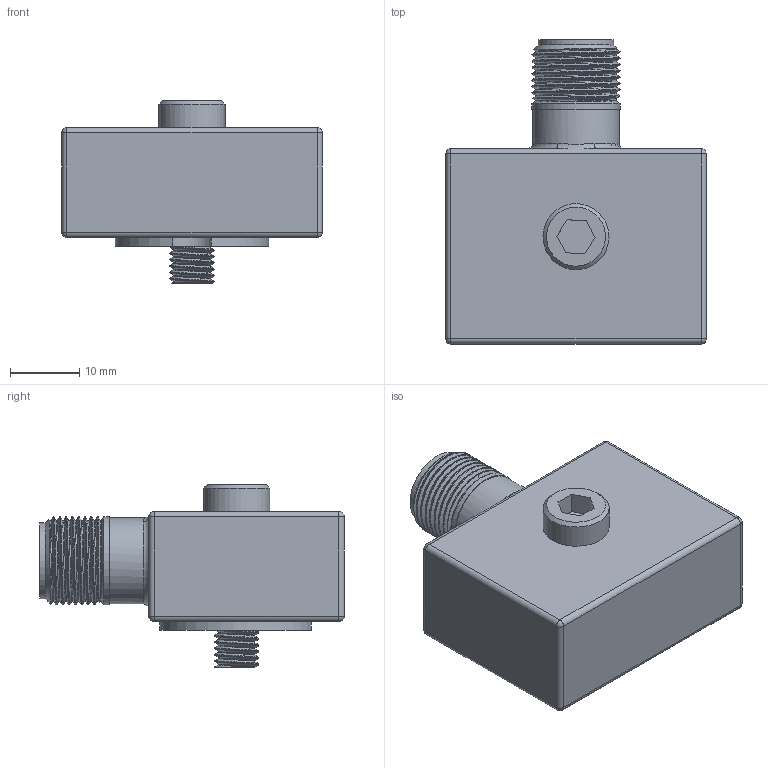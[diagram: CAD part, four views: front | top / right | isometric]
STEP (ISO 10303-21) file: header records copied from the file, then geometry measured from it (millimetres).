
FILE_DESCRIPTION(/* description */ (''),/* implementation_level */ '2;1');
FILE_NAME(/* name */ 'MASTER_TRIAX_MINI_SIDE_EXIT_4PIN.stp',/* time_stamp */ '2023-11-01T16:23:33-04:00',/* author */ ('cthayer'),/* organization */ ('CONNECTION TECHNOLOGY CENTER'),/* preprocessor_version */ 'ST-DEVELOPER v19',/* originating_system */ 'Autodesk Inventor 2023',/* authorisation */ '');
FILE_SCHEMA (('AUTOMOTIVE_DESIGN { 1 0 10303 214 3 1 1 }'));
Length unit declared in the file: inch
Products named in the file (1): TRCA331
Bounding box: 37.59 x 43.92 x 26.37 mm (x, y, z)
Volume: 18542.8 mm3; surface area: 6381.9 mm2
Topology: 2 solids, 2 shells, 225 faces, 539 edges, 337 vertices
Faces by surface type: plane 71, bspline 66, cylinder 60, sphere 16, cone 7, torus 5
Full cylindrical faces by diameter (mm): 1.016 x4, 2.642 x1, 4.762 x1, 5.359 x1, 6.35 x8, 6.756 x1, 9.525 x1, 10.922 x1, 12.446 x1, 12.7 x7
Entity records: 14823 total; most frequent: CARTESIAN_POINT 9677, ORIENTED_EDGE 1078, DIRECTION 820, EDGE_CURVE 539, VERTEX_POINT 339, AXIS2_PLACEMENT_3D 285, LINE 250, VECTOR 250
